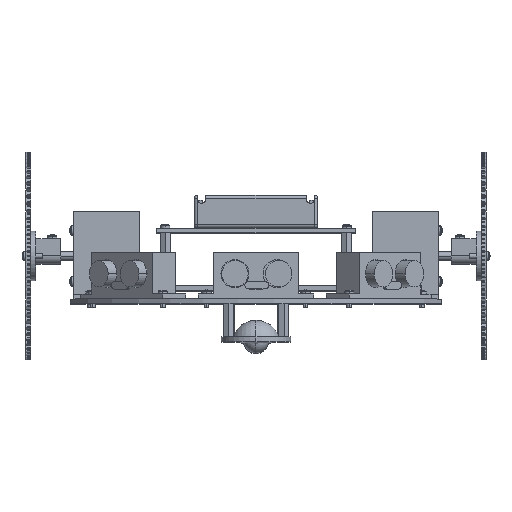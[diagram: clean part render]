
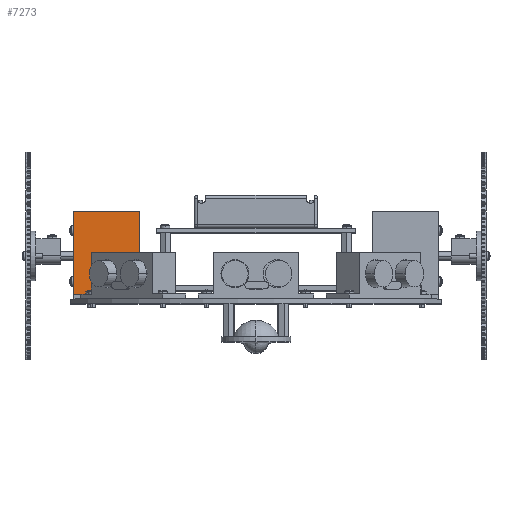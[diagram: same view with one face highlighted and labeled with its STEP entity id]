
A CAD part, top view. The second image highlights one B-rep face of the part: STEP entity #7273.
In plain terms, the highlighted face is planar.
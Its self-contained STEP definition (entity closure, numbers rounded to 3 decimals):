
#314 = CARTESIAN_POINT ( 'NONE',  ( 0., 53., -60. ) ) ;
#2183 = CARTESIAN_POINT ( 'NONE',  ( 40., 53., -60. ) ) ;
#3176 = EDGE_CURVE ( 'NONE', #34999, #12577, #15231, .T. ) ;
#4103 = LINE ( 'NONE', #28389, #5860 ) ;
#4421 = CARTESIAN_POINT ( 'NONE',  ( 0., 3., -60. ) ) ;
#4872 = LINE ( 'NONE', #2183, #31597 ) ;
#5091 = ORIENTED_EDGE ( 'NONE', *, *, #35442, .F. ) ;
#5551 = VERTEX_POINT ( 'NONE', #4421 ) ;
#5665 = ORIENTED_EDGE ( 'NONE', *, *, #6382, .T. ) ;
#5860 = VECTOR ( 'NONE', #20845, 1000. ) ;
#6382 = EDGE_CURVE ( 'NONE', #12577, #11010, #4872, .T. ) ;
#7273 = ADVANCED_FACE ( 'NONE', ( #27012 ), #24332, .T. ) ;
#8167 = AXIS2_PLACEMENT_3D ( 'NONE', #35258, #9034, #33448 ) ;
#9034 = DIRECTION ( 'NONE',  ( 0., 0., -1. ) ) ;
#9378 = LINE ( 'NONE', #26452, #22678 ) ;
#11010 = VERTEX_POINT ( 'NONE', #19402 ) ;
#12577 = VERTEX_POINT ( 'NONE', #22911 ) ;
#13139 = DIRECTION ( 'NONE',  ( 0., -1., 0. ) ) ;
#15231 = LINE ( 'NONE', #26198, #27715 ) ;
#18302 = DIRECTION ( 'NONE',  ( 1., 0., 0. ) ) ;
#19402 = CARTESIAN_POINT ( 'NONE',  ( 40., 3., -60. ) ) ;
#20368 = DIRECTION ( 'NONE',  ( 0., -1., 0. ) ) ;
#20845 = DIRECTION ( 'NONE',  ( 1., 0., 0. ) ) ;
#22678 = VECTOR ( 'NONE', #20368, 1000. ) ;
#22911 = CARTESIAN_POINT ( 'NONE',  ( 40., 53., -60. ) ) ;
#24332 = PLANE ( 'NONE',  #8167 ) ;
#24833 = EDGE_CURVE ( 'NONE', #5551, #11010, #4103, .T. ) ;
#25573 = ORIENTED_EDGE ( 'NONE', *, *, #3176, .T. ) ;
#26198 = CARTESIAN_POINT ( 'NONE',  ( 0., 53., -60. ) ) ;
#26452 = CARTESIAN_POINT ( 'NONE',  ( 0., 53., -60. ) ) ;
#27012 = FACE_OUTER_BOUND ( 'NONE', #29738, .T. ) ;
#27715 = VECTOR ( 'NONE', #18302, 1000. ) ;
#28389 = CARTESIAN_POINT ( 'NONE',  ( 0., 3., -60. ) ) ;
#29738 = EDGE_LOOP ( 'NONE', ( #33689, #5091, #25573, #5665 ) ) ;
#31597 = VECTOR ( 'NONE', #13139, 1000. ) ;
#33448 = DIRECTION ( 'NONE',  ( -1., 0., 0. ) ) ;
#33689 = ORIENTED_EDGE ( 'NONE', *, *, #24833, .F. ) ;
#34999 = VERTEX_POINT ( 'NONE', #314 ) ;
#35258 = CARTESIAN_POINT ( 'NONE',  ( 0., 53., -60. ) ) ;
#35442 = EDGE_CURVE ( 'NONE', #34999, #5551, #9378, .T. ) ;
